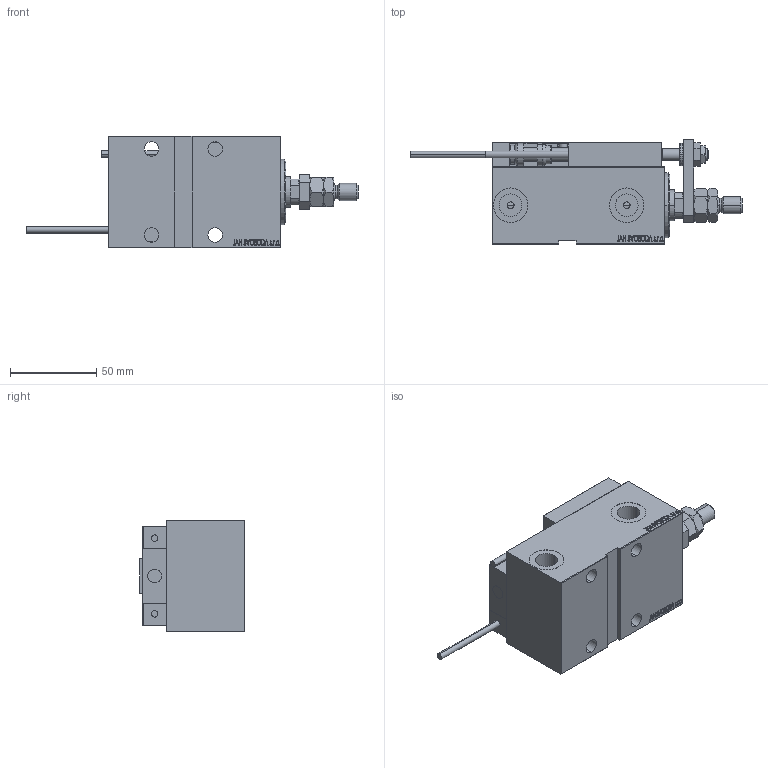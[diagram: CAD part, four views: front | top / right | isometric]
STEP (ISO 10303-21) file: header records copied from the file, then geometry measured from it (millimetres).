
FILE_DESCRIPTION (( 'STEP AP203' ), '1' );
FILE_NAME ('ffce.STEP', '2021-03-23T18:38:36', ( '' ), ( '' ), 'SwSTEP 2.0', 'SolidWorks 2019', '' );
FILE_SCHEMA (( 'CONFIG_CONTROL_DESIGN' ));
Length unit declared in the file: millimetre
Products named in the file (17): ZARAZKA 4db4fdadb6ead8cc7e410f2545ee398e; NUT_D10 4db4fdadb6ead8cc7e410f2545ee398e; TYC_L79 4db4fdadb6ead8cc7e410f2545ee398e; V450CM_E 4db4fdadb6ead8cc7e410f2545ee398e; NUT_D12 4db4fdadb6ead8cc7e410f2545ee398e; V450CM_VC_B 4db4fdadb6ead8cc7e410f2545ee398e; ffce; MAGNET 4db4fdadb6ead8cc7e410f2545ee398e; Block 4db4fdadb6ead8cc7e410f2545ee398e; ALLEN BOLT D5 4db4fdadb6ead8cc7e410f2545ee398e; ALLEN BOLT D8 4db4fdadb6ead8cc7e410f2545ee398e; X_Y_MTA 4db4fdadb6ead8cc7e410f2545ee398e; V450CM_E_VCP 4db4fdadb6ead8cc7e410f2545ee398e; SWITCH_X_FRONT_BACK 4db4fdadb6ead8cc7e410f2545ee398e; SWITCH X 4db4fdadb6ead8cc7e410f2545ee398e; KONCOVKA 4db4fdadb6ead8cc7e410f2545ee398e; SWITCH DIM B,W 4db4fdadb6ead8cc7e410f2545ee398e
Assembly tree (26 placements, depth 3):
  ffce
    V450CM_E 4db4fdadb6ead8cc7e410f2545ee398e
    V450CM_E_VCP 4db4fdadb6ead8cc7e410f2545ee398e
    V450CM_VC_B 4db4fdadb6ead8cc7e410f2545ee398e
    SWITCH X 4db4fdadb6ead8cc7e410f2545ee398e
      SWITCH_X_FRONT_BACK 4db4fdadb6ead8cc7e410f2545ee398e  x2
      TYC_L79 4db4fdadb6ead8cc7e410f2545ee398e
      Block 4db4fdadb6ead8cc7e410f2545ee398e  x2
      ALLEN BOLT D5 4db4fdadb6ead8cc7e410f2545ee398e  x4
      ALLEN BOLT D8 4db4fdadb6ead8cc7e410f2545ee398e  x4
      MAGNET 4db4fdadb6ead8cc7e410f2545ee398e  x2
      KONCOVKA 4db4fdadb6ead8cc7e410f2545ee398e  x2
    SWITCH DIM B,W 4db4fdadb6ead8cc7e410f2545ee398e
    ZARAZKA 4db4fdadb6ead8cc7e410f2545ee398e
    NUT_D10 4db4fdadb6ead8cc7e410f2545ee398e
    NUT_D12 4db4fdadb6ead8cc7e410f2545ee398e
    X_Y_MTA 4db4fdadb6ead8cc7e410f2545ee398e
Bounding box: 193 x 60.5 x 65 mm (x, y, z)
Volume: 314268.3 mm3; surface area: 80285.3 mm2
Topology: 25 solids, 25 shells, 1345 faces, 3211 edges, 2042 vertices
Faces by surface type: plane 586, bspline 380, cylinder 188, cone 141, torus 46, sphere 4
Entity records: 51835 total; most frequent: CARTESIAN_POINT 26063, ORIENTED_EDGE 5442, DIRECTION 3700, EDGE_CURVE 2721, VERTEX_POINT 1766, LINE 1534, VECTOR 1534, EDGE_LOOP 1255
